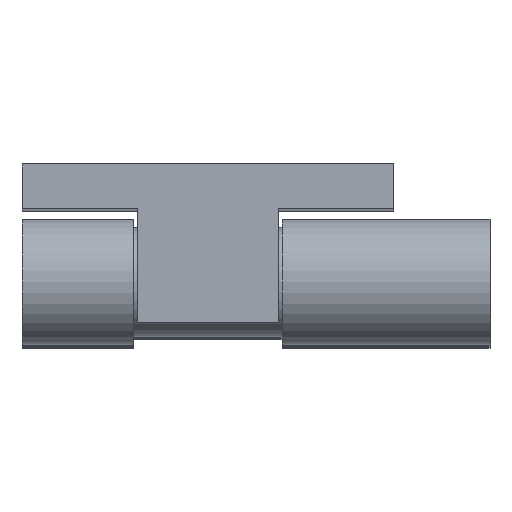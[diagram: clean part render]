
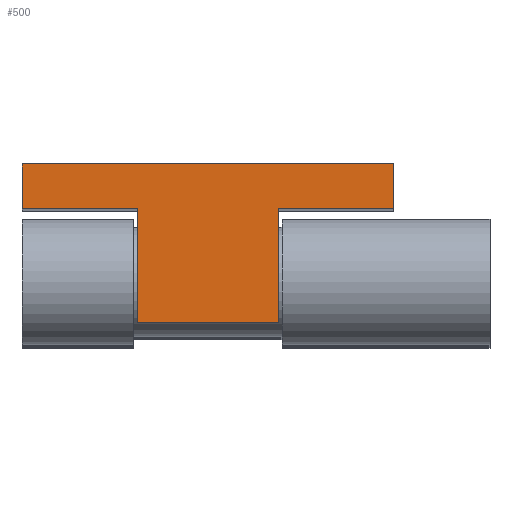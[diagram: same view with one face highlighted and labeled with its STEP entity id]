
A CAD part, top view. The second image highlights one B-rep face of the part: STEP entity #500.
In plain terms, the highlighted planar face has unit normal (0, 0, 1).
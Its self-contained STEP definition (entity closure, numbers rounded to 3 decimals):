
#500=ADVANCED_FACE('',(#1265),#1266,.T.);
#1265=FACE_OUTER_BOUND('',#2346,.T.);
#1266=PLANE('',#2347);
#2346=EDGE_LOOP('',(#3803,#3804,#3805,#3806,#3807,#3808,#3809,#3810));
#2347=AXIS2_PLACEMENT_3D('',#3811,#3812,#3813);
#3803=ORIENTED_EDGE('',*,*,#6284,.F.);
#3804=ORIENTED_EDGE('',*,*,#6304,.F.);
#3805=ORIENTED_EDGE('',*,*,#6300,.F.);
#3806=ORIENTED_EDGE('',*,*,#6296,.F.);
#3807=ORIENTED_EDGE('',*,*,#6153,.F.);
#3808=ORIENTED_EDGE('',*,*,#6191,.F.);
#3809=ORIENTED_EDGE('',*,*,#6294,.F.);
#3810=ORIENTED_EDGE('',*,*,#6289,.F.);
#3811=CARTESIAN_POINT('',(0.,0.854,11.43));
#3812=DIRECTION('',(0.0,0.0,1.0));
#3813=DIRECTION('',(1.0,0.0,0.0));
#6153=EDGE_CURVE('',#7308,#7310,#7311,.T.);
#6191=EDGE_CURVE('',#7374,#7308,#7376,.T.);
#6284=EDGE_CURVE('',#7494,#7495,#7496,.T.);
#6289=EDGE_CURVE('',#7495,#7503,#7504,.T.);
#6294=EDGE_CURVE('',#7503,#7374,#7510,.T.);
#6296=EDGE_CURVE('',#7310,#7512,#7513,.T.);
#6300=EDGE_CURVE('',#7512,#7518,#7519,.T.);
#6304=EDGE_CURVE('',#7518,#7494,#7524,.T.);
#7308=VERTEX_POINT('',#8904);
#7310=VERTEX_POINT('',#8907);
#7311=LINE('',#8908,#8909);
#7374=VERTEX_POINT('',#8999);
#7376=LINE('',#9002,#9003);
#7494=VERTEX_POINT('',#9171);
#7495=VERTEX_POINT('',#9172);
#7496=LINE('',#9173,#9174);
#7503=VERTEX_POINT('',#9184);
#7504=LINE('',#9185,#9186);
#7510=LINE('',#9195,#9196);
#7512=VERTEX_POINT('',#9198);
#7513=LINE('',#9199,#9200);
#7518=VERTEX_POINT('',#9207);
#7519=LINE('',#9208,#9209);
#7524=LINE('',#9216,#9217);
#8904=CARTESIAN_POINT('',(-0.95,-0.55,11.43));
#8907=CARTESIAN_POINT('',(-0.95,0.99,11.43));
#8908=CARTESIAN_POINT('',(-0.95,-0.55,11.43));
#8909=VECTOR('',#10757,1.0);
#8999=CARTESIAN_POINT('',(0.95,-0.55,11.43));
#9002=CARTESIAN_POINT('',(0.95,-0.55,11.43));
#9003=VECTOR('',#10810,1.0);
#9171=CARTESIAN_POINT('',(2.5,1.59,11.43));
#9172=CARTESIAN_POINT('',(2.5,0.99,11.43));
#9173=CARTESIAN_POINT('',(2.5,1.59,11.43));
#9174=VECTOR('',#10885,1.0);
#9184=CARTESIAN_POINT('',(0.95,0.99,11.43));
#9185=CARTESIAN_POINT('',(2.5,0.99,11.43));
#9186=VECTOR('',#10889,1.0);
#9195=CARTESIAN_POINT('',(0.95,0.99,11.43));
#9196=VECTOR('',#10893,1.0);
#9198=CARTESIAN_POINT('',(-2.5,0.99,11.43));
#9199=CARTESIAN_POINT('',(-0.95,0.99,11.43));
#9200=VECTOR('',#10894,1.0);
#9207=CARTESIAN_POINT('',(-2.5,1.59,11.43));
#9208=CARTESIAN_POINT('',(-2.5,0.99,11.43));
#9209=VECTOR('',#10897,1.0);
#9216=CARTESIAN_POINT('',(-2.5,1.59,11.43));
#9217=VECTOR('',#10900,1.0);
#10757=DIRECTION('',(0.,1.0,0.0));
#10810=DIRECTION('',(-1.0,0.0,0.0));
#10885=DIRECTION('',(0.0,-1.0,0.0));
#10889=DIRECTION('',(-1.0,0.0,0.0));
#10893=DIRECTION('',(0.,-1.0,0.0));
#10894=DIRECTION('',(-1.0,0.0,0.0));
#10897=DIRECTION('',(0.0,1.0,0.0));
#10900=DIRECTION('',(1.0,0.0,0.0));
